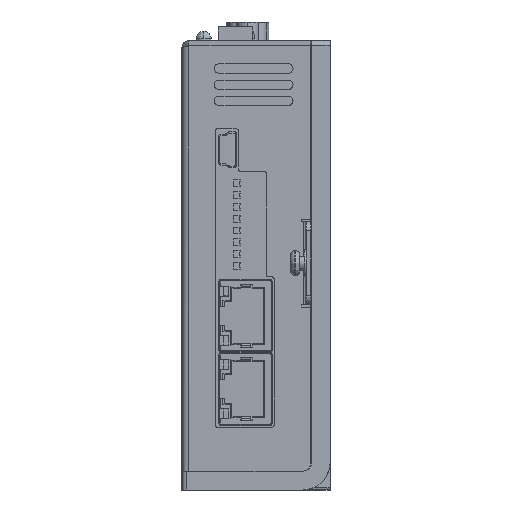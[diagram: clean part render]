
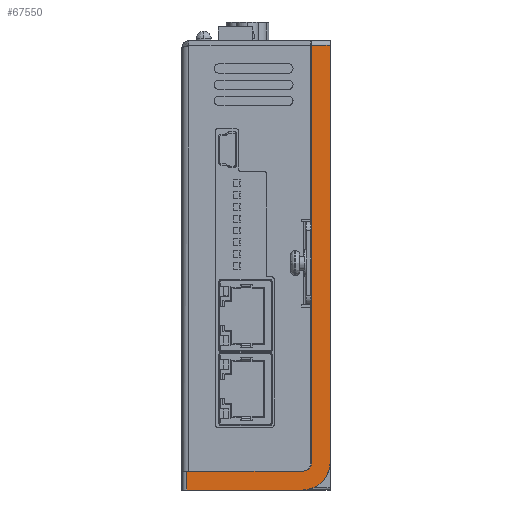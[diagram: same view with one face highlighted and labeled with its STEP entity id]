
A CAD part, left-side view. The second image highlights one B-rep face of the part: STEP entity #67550.
In plain terms, the highlighted planar face has unit normal (-1, 0, 0).
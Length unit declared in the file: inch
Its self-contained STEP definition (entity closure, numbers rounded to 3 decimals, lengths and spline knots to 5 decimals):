
#2195 = CARTESIAN_POINT ( 'NONE',  ( -2.75591, 0.15748, -1.90945 ) ) ;
#4504 = VERTEX_POINT ( 'NONE', #119193 ) ;
#5692 = DIRECTION ( 'NONE',  ( 0., 0., -1. ) ) ;
#14324 = CIRCLE ( 'NONE', #129916, 0.23622 ) ;
#17243 = VERTEX_POINT ( 'NONE', #48614 ) ;
#17726 = DIRECTION ( 'NONE',  ( 0., 0., -1. ) ) ;
#21653 = CARTESIAN_POINT ( 'NONE',  ( -2.75591, 1.22047, -1.90945 ) ) ;
#25042 = EDGE_CURVE ( 'NONE', #4504, #52403, #87904, .T. ) ;
#28301 = LINE ( 'NONE', #2195, #67387 ) ;
#29288 = PLANE ( 'NONE',  #103251 ) ;
#33876 = VECTOR ( 'NONE', #121837, 39.37008 ) ;
#35076 = CARTESIAN_POINT ( 'NONE',  ( -2.75591, 0., 1.90945 ) ) ;
#37217 = VECTOR ( 'NONE', #148518, 39.37008 ) ;
#39679 = VERTEX_POINT ( 'NONE', #121229 ) ;
#41902 = FACE_OUTER_BOUND ( 'NONE', #154352, .T. ) ;
#42440 = CARTESIAN_POINT ( 'NONE',  ( -2.75591, 0.23622, -1.90945 ) ) ;
#43324 = CARTESIAN_POINT ( 'NONE',  ( -2.75591, 0.15748, -1.90945 ) ) ;
#46865 = DIRECTION ( 'NONE',  ( 1., 0., 0. ) ) ;
#48614 = CARTESIAN_POINT ( 'NONE',  ( -2.75591, 1.22047, -1.75197 ) ) ;
#49473 = CARTESIAN_POINT ( 'NONE',  ( -2.75591, 0.15748, -1.75197 ) ) ;
#49503 = VERTEX_POINT ( 'NONE', #65637 ) ;
#52403 = VERTEX_POINT ( 'NONE', #77764 ) ;
#54380 = VECTOR ( 'NONE', #141794, 39.37008 ) ;
#55967 = VECTOR ( 'NONE', #112630, 39.37008 ) ;
#56692 = ORIENTED_EDGE ( 'NONE', *, *, #70860, .F. ) ;
#59885 = LINE ( 'NONE', #122203, #151664 ) ;
#61265 = LINE ( 'NONE', #49473, #55967 ) ;
#64083 = VERTEX_POINT ( 'NONE', #42440 ) ;
#65637 = CARTESIAN_POINT ( 'NONE',  ( -2.75591, 0., 1.87008 ) ) ;
#65783 = EDGE_CURVE ( 'NONE', #39679, #64083, #14324, .T. ) ;
#66350 = VERTEX_POINT ( 'NONE', #21653 ) ;
#67387 = VECTOR ( 'NONE', #78817, 39.37008 ) ;
#67550 = ADVANCED_FACE ( 'NONE', ( #41902 ), #29288, .F. ) ;
#70860 = EDGE_CURVE ( 'NONE', #66350, #17243, #59885, .T. ) ;
#73997 = EDGE_CURVE ( 'NONE', #49503, #39679, #147896, .T. ) ;
#77764 = CARTESIAN_POINT ( 'NONE',  ( -2.75591, 0.15748, -1.67323 ) ) ;
#78110 = EDGE_CURVE ( 'NONE', #52403, #127559, #108999, .T. ) ;
#78817 = DIRECTION ( 'NONE',  ( 0., 1., 0. ) ) ;
#79270 = ORIENTED_EDGE ( 'NONE', *, *, #132720, .F. ) ;
#80901 = ORIENTED_EDGE ( 'NONE', *, *, #65783, .F. ) ;
#85241 = AXIS2_PLACEMENT_3D ( 'NONE', #117101, #156643, #17726 ) ;
#87904 = CIRCLE ( 'NONE', #85241, 0.07874 ) ;
#89719 = ORIENTED_EDGE ( 'NONE', *, *, #151636, .F. ) ;
#90174 = CARTESIAN_POINT ( 'NONE',  ( -2.75591, 0.23622, -1.67323 ) ) ;
#96122 = DIRECTION ( 'NONE',  ( 0., 0., 1. ) ) ;
#103251 = AXIS2_PLACEMENT_3D ( 'NONE', #131944, #46865, #5692 ) ;
#107185 = ORIENTED_EDGE ( 'NONE', *, *, #78110, .F. ) ;
#108999 = LINE ( 'NONE', #43324, #37217 ) ;
#112630 = DIRECTION ( 'NONE',  ( 0., -1., 0. ) ) ;
#114676 = ORIENTED_EDGE ( 'NONE', *, *, #73997, .F. ) ;
#117101 = CARTESIAN_POINT ( 'NONE',  ( -2.75591, 0.23622, -1.67323 ) ) ;
#119193 = CARTESIAN_POINT ( 'NONE',  ( -2.75591, 0.23622, -1.75197 ) ) ;
#121229 = CARTESIAN_POINT ( 'NONE',  ( -2.75591, 0., -1.67323 ) ) ;
#121837 = DIRECTION ( 'NONE',  ( 0., 0., -1. ) ) ;
#122203 = CARTESIAN_POINT ( 'NONE',  ( -2.75591, 1.22047, 1.90945 ) ) ;
#127233 = DIRECTION ( 'NONE',  ( 1., 0., 0. ) ) ;
#127559 = VERTEX_POINT ( 'NONE', #152655 ) ;
#129916 = AXIS2_PLACEMENT_3D ( 'NONE', #90174, #127233, #153324 ) ;
#131944 = CARTESIAN_POINT ( 'NONE',  ( -2.75591, 0.15748, 1.90945 ) ) ;
#132720 = EDGE_CURVE ( 'NONE', #64083, #66350, #28301, .T. ) ;
#133855 = ORIENTED_EDGE ( 'NONE', *, *, #25042, .F. ) ;
#141560 = EDGE_CURVE ( 'NONE', #17243, #4504, #61265, .T. ) ;
#141794 = DIRECTION ( 'NONE',  ( 0., -1., 0. ) ) ;
#147896 = LINE ( 'NONE', #35076, #33876 ) ;
#148518 = DIRECTION ( 'NONE',  ( 0., 0., 1. ) ) ;
#150383 = ORIENTED_EDGE ( 'NONE', *, *, #141560, .F. ) ;
#151636 = EDGE_CURVE ( 'NONE', #127559, #49503, #155272, .T. ) ;
#151664 = VECTOR ( 'NONE', #96122, 39.37008 ) ;
#152655 = CARTESIAN_POINT ( 'NONE',  ( -2.75591, 0.15748, 1.87008 ) ) ;
#153324 = DIRECTION ( 'NONE',  ( 0., 0., 1. ) ) ;
#154352 = EDGE_LOOP ( 'NONE', ( #80901, #114676, #89719, #107185, #133855, #150383, #56692, #79270 ) ) ;
#154446 = CARTESIAN_POINT ( 'NONE',  ( -2.75591, 0.15748, 1.87008 ) ) ;
#155272 = LINE ( 'NONE', #154446, #54380 ) ;
#156643 = DIRECTION ( 'NONE',  ( -1., 0., 0. ) ) ;
